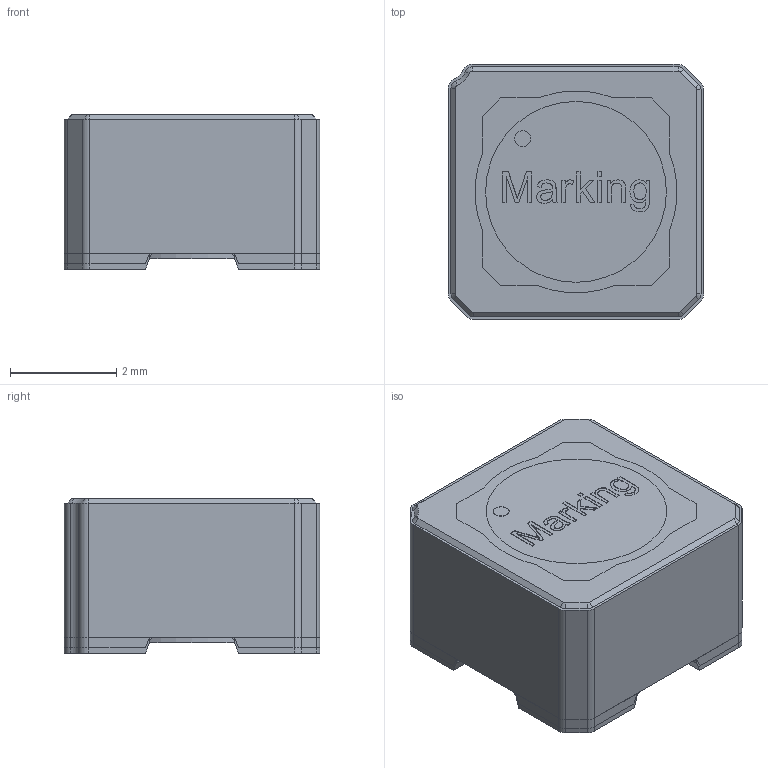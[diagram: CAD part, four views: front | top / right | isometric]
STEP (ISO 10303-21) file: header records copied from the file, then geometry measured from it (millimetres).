
FILE_DESCRIPTION( ( 'Unknown' ), '1' );
FILE_NAME( '4828_7448841xxx_HV.stp', 'Unknown', ( 'Unknown' ), ( 'Unknown' ), 'PSStep 17.0.49', 'Unknown', ' ' );
FILE_SCHEMA( ( 'AUTOMOTIVE_DESIGN { 1 0 10303 214 1 1 1 1 }' ) );
Length unit declared in the file: millimetre
Products named in the file (14): Assem1; Housing; Core; Glue
Assembly tree (13 placements, depth 2):
  Assem1
    Housing
    Housing
    Housing
    Housing
    Housing
    Core
    Glue
    Glue
    Glue
    Glue
    Glue
    Glue
    Glue
Bounding box: 4.8 x 4.8 x 2.9 mm (x, y, z)
Surface area: 362 mm2
Topology: 13 solids, 13 shells, 633 faces, 1596 edges, 1016 vertices
Faces by surface type: plane 359, cylinder 176, cone 34, extrusion 32, bspline 24, torus 8
Full cylindrical faces by diameter (mm): 0.3 x1, 1.65 x2, 3.4 x5
Entity records: 26084 total; most frequent: CARTESIAN_POINT 6015, ORIENTED_EDGE 3172, DIRECTION 2892, EDGE_CURVE 1586, VERTEX_POINT 1016, AXIS2_PLACEMENT_3D 995, VECTOR 902, LINE 870
